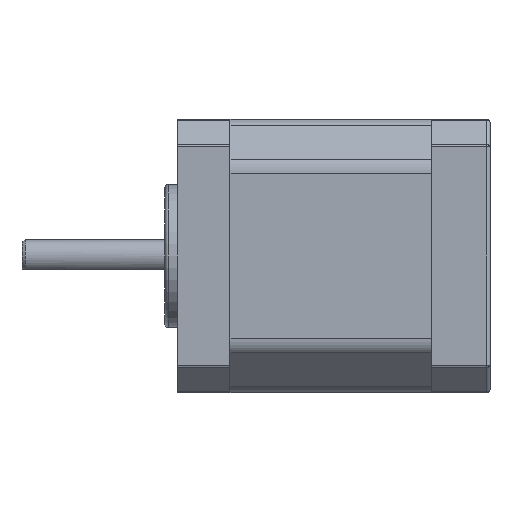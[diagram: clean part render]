
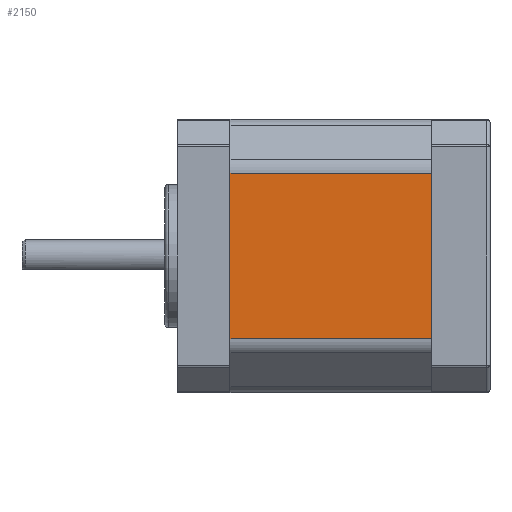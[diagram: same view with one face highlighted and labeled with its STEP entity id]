
A CAD part, left-side view. The second image highlights one B-rep face of the part: STEP entity #2150.
In plain terms, the highlighted planar face has unit normal (-1, 0, 0).
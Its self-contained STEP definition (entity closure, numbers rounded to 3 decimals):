
#50 = EDGE_CURVE ( 'NONE', #3683, #3286, #4413, .T. ) ;
#114 = ORIENTED_EDGE ( 'NONE', *, *, #2248, .F. ) ;
#138 = DIRECTION ( 'NONE',  ( 0., 0., 1. ) ) ;
#140 = DIRECTION ( 'NONE',  ( 1., 0., 0. ) ) ;
#500 = ORIENTED_EDGE ( 'NONE', *, *, #3780, .T. ) ;
#531 = CARTESIAN_POINT ( 'NONE',  ( 0., 0., -8.243 ) ) ;
#696 = DIRECTION ( 'NONE',  ( 0., -1., 0. ) ) ;
#708 = CARTESIAN_POINT ( 'NONE',  ( 0., 0., -8.243 ) ) ;
#1241 = LINE ( 'NONE', #3008, #4245 ) ;
#1508 = DIRECTION ( 'NONE',  ( 0., 0., 1. ) ) ;
#1680 = EDGE_LOOP ( 'NONE', ( #500, #114, #2525, #2831 ) ) ;
#2150 = ADVANCED_FACE ( 'NONE', ( #2800 ), #4424, .F. ) ;
#2171 = VECTOR ( 'NONE', #138, 1000. ) ;
#2205 = VERTEX_POINT ( 'NONE', #4465 ) ;
#2248 = EDGE_CURVE ( 'NONE', #3286, #4725, #3724, .T. ) ;
#2343 = EDGE_CURVE ( 'NONE', #3683, #2205, #1241, .T. ) ;
#2515 = DIRECTION ( 'NONE',  ( 0., -1., 0. ) ) ;
#2525 = ORIENTED_EDGE ( 'NONE', *, *, #50, .F. ) ;
#2562 = VECTOR ( 'NONE', #2515, 1000. ) ;
#2800 = FACE_OUTER_BOUND ( 'NONE', #1680, .T. ) ;
#2831 = ORIENTED_EDGE ( 'NONE', *, *, #2343, .T. ) ;
#2865 = DIRECTION ( 'NONE',  ( 0., 0., -1. ) ) ;
#3008 = CARTESIAN_POINT ( 'NONE',  ( 0., 31., -33.757 ) ) ;
#3190 = LINE ( 'NONE', #531, #2171 ) ;
#3285 = CARTESIAN_POINT ( 'NONE',  ( 0., 31., -8.243 ) ) ;
#3286 = VERTEX_POINT ( 'NONE', #3444 ) ;
#3371 = VECTOR ( 'NONE', #1508, 1000. ) ;
#3444 = CARTESIAN_POINT ( 'NONE',  ( 0., 31., -8.243 ) ) ;
#3676 = AXIS2_PLACEMENT_3D ( 'NONE', #4029, #140, #2865 ) ;
#3683 = VERTEX_POINT ( 'NONE', #4665 ) ;
#3724 = LINE ( 'NONE', #3285, #2562 ) ;
#3780 = EDGE_CURVE ( 'NONE', #2205, #4725, #3190, .T. ) ;
#4029 = CARTESIAN_POINT ( 'NONE',  ( 0., 31., -8.243 ) ) ;
#4240 = CARTESIAN_POINT ( 'NONE',  ( 0., 31., -8.243 ) ) ;
#4245 = VECTOR ( 'NONE', #696, 1000. ) ;
#4413 = LINE ( 'NONE', #4240, #3371 ) ;
#4424 = PLANE ( 'NONE',  #3676 ) ;
#4465 = CARTESIAN_POINT ( 'NONE',  ( 0., 0., -33.757 ) ) ;
#4665 = CARTESIAN_POINT ( 'NONE',  ( 0., 31., -33.757 ) ) ;
#4725 = VERTEX_POINT ( 'NONE', #708 ) ;
